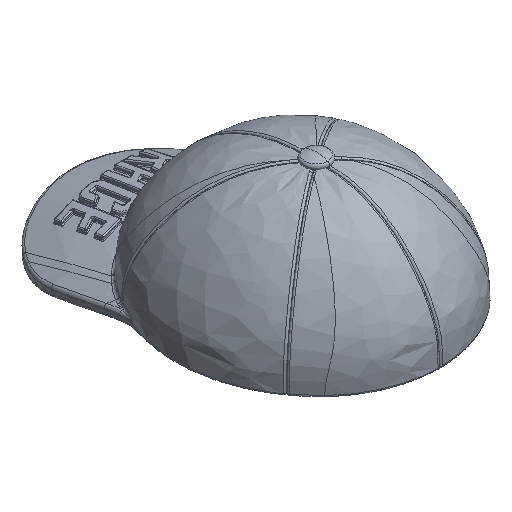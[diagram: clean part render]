
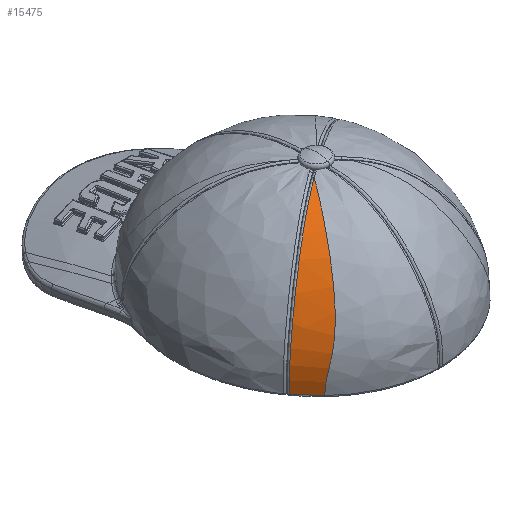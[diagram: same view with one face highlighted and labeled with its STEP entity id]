
A CAD part, isometric view. The second image highlights one B-rep face of the part: STEP entity #15475.
In plain terms, the highlighted free-form (B-spline) face has degree [3, 3] with [5, 11] control points.
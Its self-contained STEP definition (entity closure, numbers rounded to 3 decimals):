
#544=CARTESIAN_POINT('',(-14.394,-12.473,
0.251));
#545=CARTESIAN_POINT('',(-13.648,-13.484,
0.25));
#546=CARTESIAN_POINT('',(-12.836,-14.393,
0.251));
#547=CARTESIAN_POINT('',(-11.998,-15.193,
0.251));
#552=CARTESIAN_POINT('',(-2.321,-4.015,17.188));
#553=CARTESIAN_POINT('',(-2.497,-4.139,17.168));
#554=CARTESIAN_POINT('',(-2.86,-4.393,17.117));
#555=CARTESIAN_POINT('',(-3.408,-4.777,17.008));
#556=CARTESIAN_POINT('',(-4.027,-5.211,16.845));
#557=CARTESIAN_POINT('',(-4.725,-5.7,16.609));
#558=CARTESIAN_POINT('',(-5.503,-6.245,16.275));
#559=CARTESIAN_POINT('',(-6.355,-6.841,15.819));
#560=CARTESIAN_POINT('',(-7.27,-7.482,15.214));
#561=CARTESIAN_POINT('',(-8.248,-8.167,14.424));
#562=CARTESIAN_POINT('',(-9.27,-8.883,13.419));
#563=CARTESIAN_POINT('',(-10.355,-9.643,12.124));
#564=CARTESIAN_POINT('',(-11.423,-10.391,10.548));
#565=CARTESIAN_POINT('',(-12.249,-10.969,9.073));
#566=CARTESIAN_POINT('',(-12.889,-11.417,7.737));
#567=CARTESIAN_POINT('',(-13.401,-11.776,6.513));
#568=CARTESIAN_POINT('',(-13.865,-12.101,5.142));
#569=CARTESIAN_POINT('',(-14.209,-12.343,3.643));
#570=CARTESIAN_POINT('',(-14.38,-12.463,1.869));
#571=CARTESIAN_POINT('',(-14.392,-12.472,
0.801));
#572=CARTESIAN_POINT('',(-14.394,-12.473,
0.251));
#577=CARTESIAN_POINT('',(-11.998,-15.193,
0.251));
#578=CARTESIAN_POINT('',(-11.951,-15.226,2.847));
#579=CARTESIAN_POINT('',(-10.2,-16.398,6.844));
#580=CARTESIAN_POINT('',(-6.395,-9.825,16.551));
#581=CARTESIAN_POINT('',(-2.321,-4.015,17.188));
#1361=CARTESIAN_POINT('',(-2.321,-4.015,
17.188));
#13975=VERTEX_POINT('',#1361);
#14080=VERTEX_POINT('',#544);
#14081=VERTEX_POINT('',#547);
#15411=CARTESIAN_POINT('',(-11.502,15.652,
-0.174));
#15412=CARTESIAN_POINT('',(-12.592,14.677,
-0.174));
#15413=CARTESIAN_POINT('',(-14.538,12.551,
-0.175));
#15414=CARTESIAN_POINT('',(-16.8,8.649,
-0.174));
#15415=CARTESIAN_POINT('',(-18.188,4.439,
-0.172));
#15416=CARTESIAN_POINT('',(-18.661,-0.056,
-0.17));
#15417=CARTESIAN_POINT('',(-18.165,-4.541,
-0.169));
#15418=CARTESIAN_POINT('',(-16.764,-8.726,
-0.167));
#15419=CARTESIAN_POINT('',(-14.514,-12.575,
-0.165));
#15420=CARTESIAN_POINT('',(-12.601,-14.665,
-0.164));
#15421=CARTESIAN_POINT('',(-11.538,-15.62,
-0.164));
#15422=CARTESIAN_POINT('',(-11.434,15.71,
2.827));
#15423=CARTESIAN_POINT('',(-12.572,14.704,
2.835));
#15424=CARTESIAN_POINT('',(-14.58,12.512,
2.84));
#15425=CARTESIAN_POINT('',(-16.869,8.523,
2.827));
#15426=CARTESIAN_POINT('',(-18.239,4.252,
2.803));
#15427=CARTESIAN_POINT('',(-18.67,-0.268,
2.772));
#15428=CARTESIAN_POINT('',(-18.129,-4.738,
2.739));
#15429=CARTESIAN_POINT('',(-16.704,-8.868,
2.709));
#15430=CARTESIAN_POINT('',(-14.471,-12.632,
2.683));
#15431=CARTESIAN_POINT('',(-12.609,-14.658,
2.669));
#15432=CARTESIAN_POINT('',(-11.586,-15.581,
2.662));
#15433=CARTESIAN_POINT('',(-14.222,13.414,
6.675));
#15434=CARTESIAN_POINT('',(-15.205,12.068,
6.67));
#15435=CARTESIAN_POINT('',(-16.756,9.332,
6.667));
#15436=CARTESIAN_POINT('',(-18.116,4.91,
6.675));
#15437=CARTESIAN_POINT('',(-18.548,0.581,
6.691));
#15438=CARTESIAN_POINT('',(-18.133,-3.686,
6.711));
#15439=CARTESIAN_POINT('',(-16.945,-7.687,
6.732));
#15440=CARTESIAN_POINT('',(-15.115,-11.256,
6.751));
#15441=CARTESIAN_POINT('',(-12.682,-14.453,
6.769));
#15442=CARTESIAN_POINT('',(-10.798,-16.17,
6.777));
#15443=CARTESIAN_POINT('',(-9.769,-16.96,
6.782));
#15444=CARTESIAN_POINT('',(-7.299,5.917,
17.369));
#15445=CARTESIAN_POINT('',(-7.834,5.248,
17.369));
#15446=CARTESIAN_POINT('',(-8.678,3.895,
17.37));
#15447=CARTESIAN_POINT('',(-9.45,1.717,
17.369));
#15448=CARTESIAN_POINT('',(-9.762,-0.413,
17.369));
#15449=CARTESIAN_POINT('',(-9.665,-2.523,
17.369));
#15450=CARTESIAN_POINT('',(-9.194,-4.527,
17.369));
#15451=CARTESIAN_POINT('',(-8.399,-6.356,
17.369));
#15452=CARTESIAN_POINT('',(-7.285,-8.053,
17.368));
#15453=CARTESIAN_POINT('',(-6.369,-9.013,
17.368));
#15454=CARTESIAN_POINT('',(-5.85,-9.467,
17.368));
#15455=CARTESIAN_POINT('',(-1.009,-0.925,
17.248));
#15456=CARTESIAN_POINT('',(-1.088,-0.995,
17.248));
#15457=CARTESIAN_POINT('',(-1.211,-1.127,
17.248));
#15458=CARTESIAN_POINT('',(-1.341,-1.327,
17.248));
#15459=CARTESIAN_POINT('',(-1.433,-1.519,
17.248));
#15460=CARTESIAN_POINT('',(-1.495,-1.719,
17.248));
#15461=CARTESIAN_POINT('',(-1.53,-1.932,
17.248));
#15462=CARTESIAN_POINT('',(-1.53,-2.162,
17.248));
#15463=CARTESIAN_POINT('',(-1.486,-2.427,
17.248));
#15464=CARTESIAN_POINT('',(-1.41,-2.62,
17.248));
#15465=CARTESIAN_POINT('',(-1.352,-2.725,
17.248));
#15466=B_SPLINE_SURFACE_WITH_KNOTS('',3,3,((#15411,#15412,#15413,#15414,#15415,
#15416,#15417,#15418,#15419,#15420,#15421),(#15422,#15423,#15424,#15425,#15426,
#15427,#15428,#15429,#15430,#15431,#15432),(#15433,#15434,#15435,#15436,#15437,
#15438,#15439,#15440,#15441,#15442,#15443),(#15444,#15445,#15446,#15447,#15448,
#15449,#15450,#15451,#15452,#15453,#15454),(#15455,#15456,#15457,#15458,#15459,
#15460,#15461,#15462,#15463,#15464,#15465)),.UNSPECIFIED.,.F.,.F.,.F.,(4,1,4),
(4,1,1,1,1,1,1,1,4),(-0.009,0.435,1.006),(
0.491,0.528,0.56,0.591,
0.623,0.655,0.686,0.718,
0.755),.UNSPECIFIED.);
#15468=ORIENTED_EDGE('',*,*,#15467,.F.);
#15470=ORIENTED_EDGE('',*,*,#15469,.F.);
#15472=ORIENTED_EDGE('',*,*,#15471,.F.);
#15473=EDGE_LOOP('',(#15468,#15470,#15472));
#15474=FACE_OUTER_BOUND('',#15473,.F.);
#548=B_SPLINE_CURVE_WITH_KNOTS('',3,(#544,#545,#546,#547),.UNSPECIFIED.,.F.,.F.,
(4,4),(0.,1.),.UNSPECIFIED.);
#573=B_SPLINE_CURVE_WITH_KNOTS('',3,(#552,#553,#554,#555,#556,#557,#558,#559,
#560,#561,#562,#563,#564,#565,#566,#567,#568,#569,#570,#571,#572),.UNSPECIFIED.,
.F.,.F.,(4,1,1,1,1,1,1,1,1,1,1,1,1,1,1,1,1,1,4),(0.,0.056,
0.111,0.167,0.222,0.278,
0.333,0.389,0.444,0.5,0.556,
0.611,0.667,0.722,0.778,
0.833,0.889,0.944,1.),.UNSPECIFIED.);
#582=B_SPLINE_CURVE_WITH_KNOTS('',3,(#577,#578,#579,#580,#581),.UNSPECIFIED.,
.F.,.F.,(4,1,4),(0.,0.442,1.),.UNSPECIFIED.);
#15467=EDGE_CURVE('',#14080,#14081,#548,.T.);
#15469=EDGE_CURVE('',#13975,#14080,#573,.T.);
#15471=EDGE_CURVE('',#14081,#13975,#582,.T.);
#15475=ADVANCED_FACE('',(#15474),#15466,.F.);
